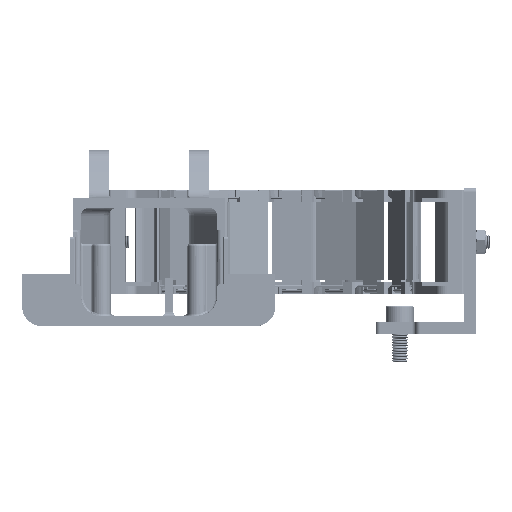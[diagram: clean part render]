
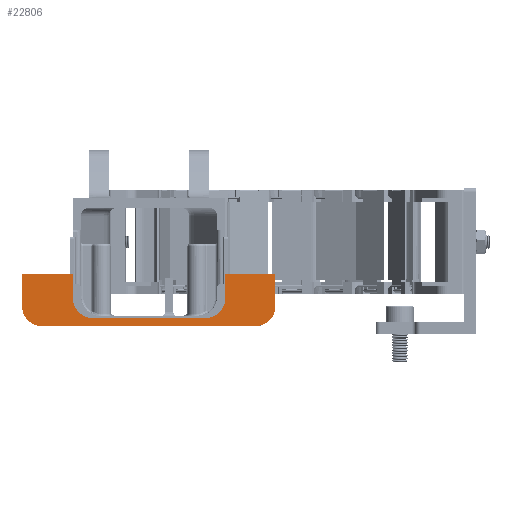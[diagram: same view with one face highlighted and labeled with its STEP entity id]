
A CAD part, front view. The second image highlights one B-rep face of the part: STEP entity #22806.
In plain terms, the highlighted face is planar.
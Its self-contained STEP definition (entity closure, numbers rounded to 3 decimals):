
#159 = EDGE_CURVE ( 'NONE', #26791, #22442, #14664, .T. ) ;
#302 = CARTESIAN_POINT ( 'NONE',  ( -56., 11., -19. ) ) ;
#1154 = EDGE_LOOP ( 'NONE', ( #13590, #28843, #8344, #17092, #27443, #25097, #13072, #11350, #12058, #1659, #10101, #8824 ) ) ;
#1581 = LINE ( 'NONE', #20572, #5807 ) ;
#1659 = ORIENTED_EDGE ( 'NONE', *, *, #28272, .F. ) ;
#1777 = CARTESIAN_POINT ( 'NONE',  ( -56., 17., 14. ) ) ;
#2202 = VERTEX_POINT ( 'NONE', #28810 ) ;
#2777 = CIRCLE ( 'NONE', #18665, 5. ) ;
#2860 = CARTESIAN_POINT ( 'NONE',  ( -56., 11., 19. ) ) ;
#3378 = VERTEX_POINT ( 'NONE', #9671 ) ;
#3422 = LINE ( 'NONE', #5290, #4004 ) ;
#3440 = EDGE_CURVE ( 'NONE', #24562, #20537, #24196, .T. ) ;
#3892 = EDGE_CURVE ( 'NONE', #24562, #2202, #11682, .T. ) ;
#3967 = VERTEX_POINT ( 'NONE', #302 ) ;
#4004 = VECTOR ( 'NONE', #5608, 1000. ) ;
#4009 = AXIS2_PLACEMENT_3D ( 'NONE', #25796, #4434, #9220 ) ;
#4434 = DIRECTION ( 'NONE',  ( -1., 0., 0. ) ) ;
#4653 = EDGE_CURVE ( 'NONE', #27059, #26791, #16568, .T. ) ;
#4948 = AXIS2_PLACEMENT_3D ( 'NONE', #27045, #15712, #25259 ) ;
#5290 = CARTESIAN_POINT ( 'NONE',  ( -56., -1.42, -31.5 ) ) ;
#5608 = DIRECTION ( 'NONE',  ( 0., 1., 0. ) ) ;
#5807 = VECTOR ( 'NONE', #30136, 1000. ) ;
#6344 = CARTESIAN_POINT ( 'NONE',  ( -56., 22., 14. ) ) ;
#7047 = DIRECTION ( 'NONE',  ( -1., 0., 0. ) ) ;
#7408 = CARTESIAN_POINT ( 'NONE',  ( -56., 22., -14. ) ) ;
#7769 = EDGE_CURVE ( 'NONE', #2202, #3378, #24331, .T. ) ;
#8214 = AXIS2_PLACEMENT_3D ( 'NONE', #30116, #27141, #8678 ) ;
#8344 = ORIENTED_EDGE ( 'NONE', *, *, #29274, .T. ) ;
#8499 = VERTEX_POINT ( 'NONE', #23449 ) ;
#8604 = EDGE_CURVE ( 'NONE', #27243, #17926, #25403, .T. ) ;
#8678 = DIRECTION ( 'NONE',  ( 0., 0., 1. ) ) ;
#8824 = ORIENTED_EDGE ( 'NONE', *, *, #3440, .F. ) ;
#9122 = DIRECTION ( 'NONE',  ( 0., 0., -1. ) ) ;
#9220 = DIRECTION ( 'NONE',  ( 0., 0., 1. ) ) ;
#9401 = DIRECTION ( 'NONE',  ( 0., 0., -1. ) ) ;
#9456 = VECTOR ( 'NONE', #17148, 1000. ) ;
#9671 = CARTESIAN_POINT ( 'NONE',  ( -56., 24., 26.7 ) ) ;
#10101 = ORIENTED_EDGE ( 'NONE', *, *, #13494, .F. ) ;
#10597 = VECTOR ( 'NONE', #20873, 1000. ) ;
#10810 = CARTESIAN_POINT ( 'NONE',  ( -56., -1.42, 31.7 ) ) ;
#11350 = ORIENTED_EDGE ( 'NONE', *, *, #159, .F. ) ;
#11642 = LINE ( 'NONE', #26153, #21220 ) ;
#11682 = LINE ( 'NONE', #10810, #10597 ) ;
#12058 = ORIENTED_EDGE ( 'NONE', *, *, #4653, .F. ) ;
#12987 = CARTESIAN_POINT ( 'NONE',  ( -56., 22., -14. ) ) ;
#13072 = ORIENTED_EDGE ( 'NONE', *, *, #15248, .T. ) ;
#13168 = VECTOR ( 'NONE', #9401, 1000. ) ;
#13494 = EDGE_CURVE ( 'NONE', #20537, #27470, #23595, .T. ) ;
#13590 = ORIENTED_EDGE ( 'NONE', *, *, #3892, .T. ) ;
#14664 = CIRCLE ( 'NONE', #8214, 5. ) ;
#15248 = EDGE_CURVE ( 'NONE', #3967, #22442, #1581, .T. ) ;
#15712 = DIRECTION ( 'NONE',  ( -1., 0., 0. ) ) ;
#15918 = CARTESIAN_POINT ( 'NONE',  ( -56., 19., 26.7 ) ) ;
#16065 = DIRECTION ( 'NONE',  ( 0., 0., 1. ) ) ;
#16568 = LINE ( 'NONE', #7408, #13168 ) ;
#17092 = ORIENTED_EDGE ( 'NONE', *, *, #8604, .T. ) ;
#17148 = DIRECTION ( 'NONE',  ( 0., 0., -1. ) ) ;
#17801 = VECTOR ( 'NONE', #23293, 1000. ) ;
#17926 = VERTEX_POINT ( 'NONE', #24388 ) ;
#18424 = EDGE_CURVE ( 'NONE', #3967, #8499, #22540, .T. ) ;
#18528 = PLANE ( 'NONE',  #4948 ) ;
#18665 = AXIS2_PLACEMENT_3D ( 'NONE', #1777, #27987, #16065 ) ;
#19747 = DIRECTION ( 'NONE',  ( 0., 0., -1. ) ) ;
#19792 = CARTESIAN_POINT ( 'NONE',  ( -56., 11., 19. ) ) ;
#20537 = VERTEX_POINT ( 'NONE', #19792 ) ;
#20572 = CARTESIAN_POINT ( 'NONE',  ( -56., 11., -19. ) ) ;
#20789 = CARTESIAN_POINT ( 'NONE',  ( -56., 11., 19. ) ) ;
#20873 = DIRECTION ( 'NONE',  ( 0., 1., 0. ) ) ;
#21220 = VECTOR ( 'NONE', #9122, 1000. ) ;
#22442 = VERTEX_POINT ( 'NONE', #25028 ) ;
#22540 = LINE ( 'NONE', #29176, #22989 ) ;
#22806 = ADVANCED_FACE ( 'NONE', ( #23213 ), #18528, .T. ) ;
#22964 = CARTESIAN_POINT ( 'NONE',  ( -56., 17., 19. ) ) ;
#22989 = VECTOR ( 'NONE', #19747, 1000. ) ;
#23213 = FACE_OUTER_BOUND ( 'NONE', #1154, .T. ) ;
#23293 = DIRECTION ( 'NONE',  ( 0., 1., 0. ) ) ;
#23449 = CARTESIAN_POINT ( 'NONE',  ( -56., 11., -31.5 ) ) ;
#23595 = LINE ( 'NONE', #20789, #17801 ) ;
#23623 = CARTESIAN_POINT ( 'NONE',  ( -56., 24., -26.5 ) ) ;
#23697 = EDGE_CURVE ( 'NONE', #8499, #17926, #3422, .T. ) ;
#24196 = LINE ( 'NONE', #2860, #9456 ) ;
#24331 = CIRCLE ( 'NONE', #26345, 5. ) ;
#24388 = CARTESIAN_POINT ( 'NONE',  ( -56., 19., -31.5 ) ) ;
#24562 = VERTEX_POINT ( 'NONE', #27686 ) ;
#25028 = CARTESIAN_POINT ( 'NONE',  ( -56., 17., -19. ) ) ;
#25097 = ORIENTED_EDGE ( 'NONE', *, *, #18424, .F. ) ;
#25259 = DIRECTION ( 'NONE',  ( 0., 0., 1. ) ) ;
#25403 = CIRCLE ( 'NONE', #4009, 5. ) ;
#25796 = CARTESIAN_POINT ( 'NONE',  ( -56., 19., -26.5 ) ) ;
#26153 = CARTESIAN_POINT ( 'NONE',  ( -56., 24., -24. ) ) ;
#26345 = AXIS2_PLACEMENT_3D ( 'NONE', #15918, #7047, #30318 ) ;
#26791 = VERTEX_POINT ( 'NONE', #12987 ) ;
#27045 = CARTESIAN_POINT ( 'NONE',  ( -56., 17., -14. ) ) ;
#27059 = VERTEX_POINT ( 'NONE', #6344 ) ;
#27141 = DIRECTION ( 'NONE',  ( -1., 0., 0. ) ) ;
#27243 = VERTEX_POINT ( 'NONE', #23623 ) ;
#27443 = ORIENTED_EDGE ( 'NONE', *, *, #23697, .F. ) ;
#27470 = VERTEX_POINT ( 'NONE', #22964 ) ;
#27686 = CARTESIAN_POINT ( 'NONE',  ( -56., 11., 31.7 ) ) ;
#27987 = DIRECTION ( 'NONE',  ( -1., 0., 0. ) ) ;
#28272 = EDGE_CURVE ( 'NONE', #27470, #27059, #2777, .T. ) ;
#28810 = CARTESIAN_POINT ( 'NONE',  ( -56., 19., 31.7 ) ) ;
#28843 = ORIENTED_EDGE ( 'NONE', *, *, #7769, .T. ) ;
#29176 = CARTESIAN_POINT ( 'NONE',  ( -56., 11., -24. ) ) ;
#29274 = EDGE_CURVE ( 'NONE', #3378, #27243, #11642, .T. ) ;
#30116 = CARTESIAN_POINT ( 'NONE',  ( -56., 17., -14. ) ) ;
#30136 = DIRECTION ( 'NONE',  ( 0., 1., 0. ) ) ;
#30318 = DIRECTION ( 'NONE',  ( 0., 0., 1. ) ) ;
